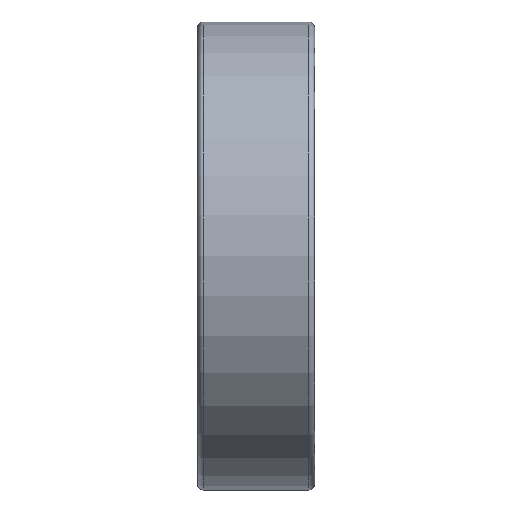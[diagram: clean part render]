
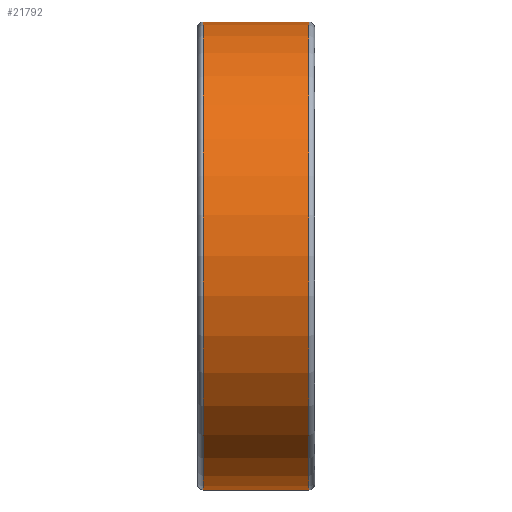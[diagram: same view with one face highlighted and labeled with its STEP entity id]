
A CAD part, top view. The second image highlights one B-rep face of the part: STEP entity #21792.
In plain terms, the highlighted cylindrical face has radius 12 mm (diameter 24 mm), a partial arc.
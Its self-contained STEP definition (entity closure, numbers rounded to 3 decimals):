
#11539=DIRECTION('',(-1.,0.,0.));
#11540=VECTOR('',#11539,5.4);
#11541=CARTESIAN_POINT('',(2.7,12.,0.));
#11542=LINE('',#11541,#11540);
#11546=DIRECTION('',(-1.,0.,0.));
#11547=VECTOR('',#11546,5.4);
#11548=CARTESIAN_POINT('',(2.7,-12.,0.));
#11549=LINE('',#11548,#11547);
#11561=CARTESIAN_POINT('',(2.7,0.,0.));
#11562=DIRECTION('',(1.,0.,0.));
#11563=DIRECTION('',(0.,1.,0.));
#11564=AXIS2_PLACEMENT_3D('',#11561,#11562,#11563);
#11569=CARTESIAN_POINT('',(-2.7,0.,0.));
#11570=DIRECTION('',(1.,0.,0.));
#11571=DIRECTION('',(0.,1.,0.));
#11572=AXIS2_PLACEMENT_3D('',#11569,#11570,#11571);
#18622=CARTESIAN_POINT('',(2.7,12.,0.));
#18623=CARTESIAN_POINT('',(-2.7,12.,0.));
#18624=VERTEX_POINT('',#18622);
#18625=VERTEX_POINT('',#18623);
#18634=CARTESIAN_POINT('',(2.7,-12.,0.));
#18635=CARTESIAN_POINT('',(-2.7,-12.,0.));
#18636=VERTEX_POINT('',#18634);
#18637=VERTEX_POINT('',#18635);
#21780=CARTESIAN_POINT('',(-3.3,0.,0.));
#21781=DIRECTION('',(1.,0.,0.));
#21782=DIRECTION('',(0.,-1.,0.));
#21783=AXIS2_PLACEMENT_3D('',#21780,#21781,#21782);
#21784=CYLINDRICAL_SURFACE('',#21783,12.);
#21785=ORIENTED_EDGE('',*,*,#21770,.F.);
#21786=ORIENTED_EDGE('',*,*,#21747,.T.);
#21787=ORIENTED_EDGE('',*,*,#21774,.T.);
#21789=ORIENTED_EDGE('',*,*,#21788,.F.);
#21790=EDGE_LOOP('',(#21785,#21786,#21787,#21789));
#21791=FACE_OUTER_BOUND('',#21790,.F.);
#11565=CIRCLE('',#11564,12.);
#11573=CIRCLE('',#11572,12.);
#21747=EDGE_CURVE('',#18624,#18636,#11565,.T.);
#21770=EDGE_CURVE('',#18624,#18625,#11542,.T.);
#21774=EDGE_CURVE('',#18636,#18637,#11549,.T.);
#21788=EDGE_CURVE('',#18625,#18637,#11573,.T.);
#21792=ADVANCED_FACE('',(#21791),#21784,.T.);
